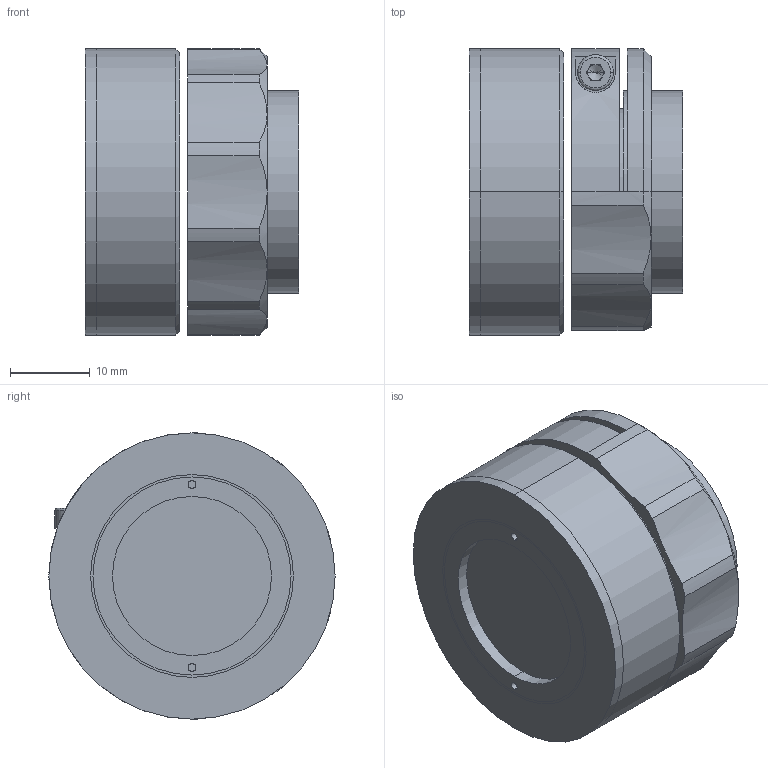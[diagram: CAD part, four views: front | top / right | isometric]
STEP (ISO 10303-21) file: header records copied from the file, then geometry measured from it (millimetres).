
FILE_DESCRIPTION (( 'STEP AP203' ), '1' );
FILE_NAME ('XF-NH01X280.STEP', '2019-09-20T06:01:12', ( 'puyufan' ), ( '' ), 'SwSTEP 2.0', 'SolidWorks 2014', '' );
FILE_SCHEMA (( 'CONFIG_CONTROL_DESIGN' ));
Length unit declared in the file: millimetre
Products named in the file (1): XF-NH01X280
Bounding box: 26.9 x 36 x 36 mm (x, y, z)
Surface area: 8935.4 mm2 (no closed solid volume)
Topology: 0 solids, 10 shells, 91 faces, 248 edges, 166 vertices
Faces by surface type: cylinder 37, plane 37, cone 13, sphere 2, torus 2
Entity records: 3041 total; most frequent: CARTESIAN_POINT 597, DIRECTION 551, ORIENTED_EDGE 420, EDGE_CURVE 246, AXIS2_PLACEMENT_3D 224, VERTEX_POINT 166, CIRCLE 132, EDGE_LOOP 108
